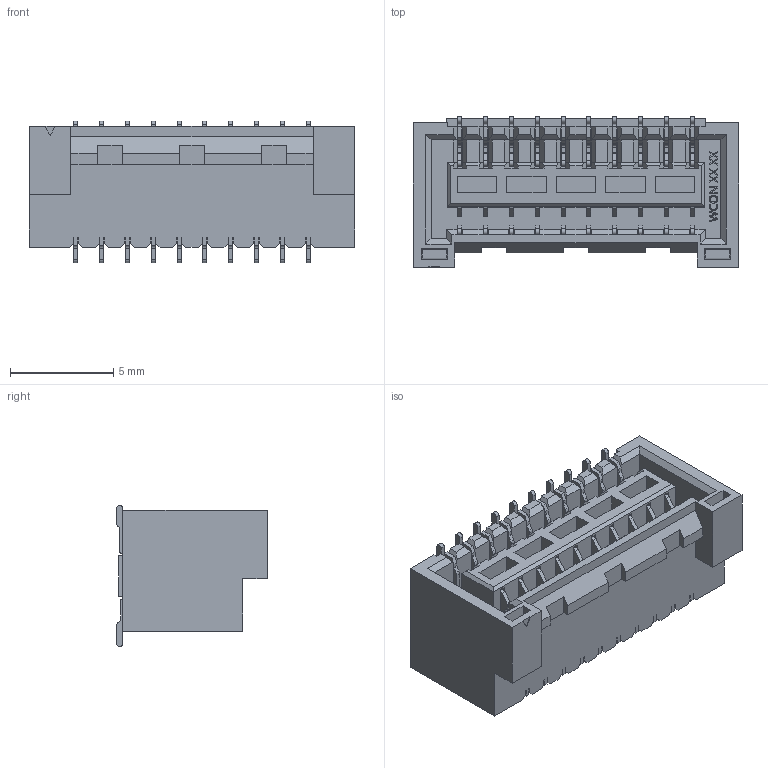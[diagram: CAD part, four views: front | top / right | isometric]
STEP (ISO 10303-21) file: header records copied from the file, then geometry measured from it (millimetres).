
FILE_DESCRIPTION( ('This file contains a STEP AP42 implementation' ,'as created by ZW3D STEP Interface translator.') ,'2;1' );
FILE_NAME( 'WF1256-2MZXXXXER1.stp' ,'23 413.145611', (''), ('ZWCAD Software Co.'), 'Version 1.0', 'ZW3D to STEP translator', '' );
FILE_SCHEMA(('AUTOMOTIVE_DESIGN { 1 0 10303 214 1 1 1 1 }'));
Length unit declared in the file: millimetre
Products named in the file (2): 0; WF1256-2MZXXXXER1
Bounding box: 15.75 x 7.3 x 6.85 mm (x, y, z)
Volume: 357.3 mm3; surface area: 1382.8 mm2
Topology: 1 solids, 5 shells, 1687 faces, 4909 edges, 3238 vertices
Faces by surface type: plane 1330, cylinder 239, bspline 118
Entity records: 57726 total; most frequent: CARTESIAN_POINT 11245, ORIENTED_EDGE 9818, DIRECTION 8695, EDGE_CURVE 4909, VECTOR 4195, LINE 4195, VERTEX_POINT 3238, AXIS2_PLACEMENT_3D 2250
